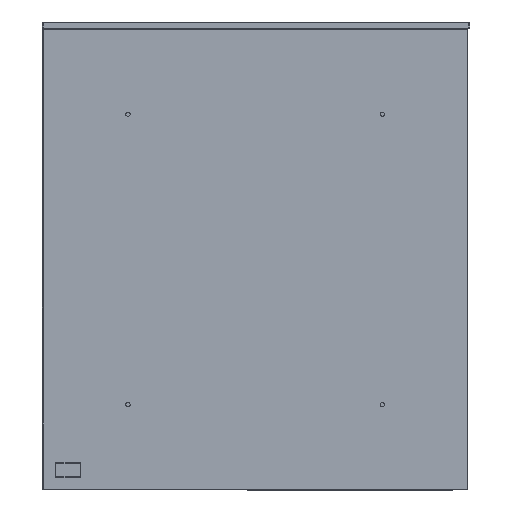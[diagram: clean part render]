
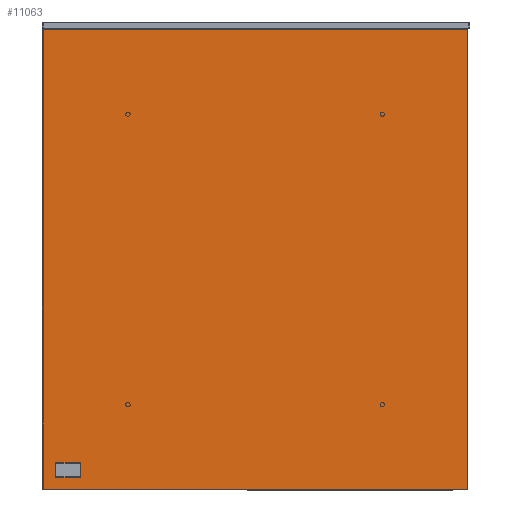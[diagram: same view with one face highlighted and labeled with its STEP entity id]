
A CAD part, left-side view. The second image highlights one B-rep face of the part: STEP entity #11063.
In plain terms, the highlighted planar face has unit normal (-1, 0, 0).
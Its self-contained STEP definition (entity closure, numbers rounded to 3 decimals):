
#10801=CARTESIAN_POINT('',(-1420.943,3185.176,1.131));
#10802=VERTEX_POINT('',#10801);
#10803=CARTESIAN_POINT('',(-1420.943,3185.176,538.869));
#10804=VERTEX_POINT('',#10803);
#10805=CARTESIAN_POINT('',(-1420.943,3185.176,1.131));
#10806=DIRECTION('',(0.0,0.0,1.0));
#10807=VECTOR('',#10806,537.737);
#10808=LINE('',#10805,#10807);
#10809=EDGE_CURVE('',#10802,#10804,#10808,.T.);
#10832=CARTESIAN_POINT('',(-1420.943,3184.845,539.2));
#10833=VERTEX_POINT('',#10832);
#10834=CARTESIAN_POINT('',(-1420.943,3185.176,538.869));
#10835=DIRECTION('',(0.0,-0.707,0.707));
#10836=VECTOR('',#10835,0.469);
#10837=LINE('',#10834,#10836);
#10838=EDGE_CURVE('',#10804,#10833,#10837,.T.);
#10856=CARTESIAN_POINT('',(-1420.943,2689.107,539.2));
#10857=VERTEX_POINT('',#10856);
#10858=CARTESIAN_POINT('',(-1420.943,3184.845,539.2));
#10859=DIRECTION('',(0.0,-1.0,0.0));
#10860=VECTOR('',#10859,495.737);
#10861=LINE('',#10858,#10860);
#10862=EDGE_CURVE('',#10833,#10857,#10861,.T.);
#10889=CARTESIAN_POINT('',(-1420.943,2688.776,538.869));
#10890=VERTEX_POINT('',#10889);
#10891=CARTESIAN_POINT('',(-1420.943,2689.107,539.2));
#10892=DIRECTION('',(0.0,-0.707,-0.707));
#10893=VECTOR('',#10892,0.469);
#10894=LINE('',#10891,#10893);
#10895=EDGE_CURVE('',#10857,#10890,#10894,.T.);
#10920=CARTESIAN_POINT('',(-1420.943,2688.776,1.131));
#10921=VERTEX_POINT('',#10920);
#10922=CARTESIAN_POINT('',(-1420.943,2688.776,538.869));
#10923=DIRECTION('',(0.0,0.0,-1.0));
#10924=VECTOR('',#10923,537.737);
#10925=LINE('',#10922,#10924);
#10926=EDGE_CURVE('',#10890,#10921,#10925,.T.);
#10951=CARTESIAN_POINT('',(-1420.943,2689.107,0.8));
#10952=VERTEX_POINT('',#10951);
#10953=CARTESIAN_POINT('',(-1420.943,2688.776,1.131));
#10954=DIRECTION('',(0.0,0.707,-0.707));
#10955=VECTOR('',#10954,0.469);
#10956=LINE('',#10953,#10955);
#10957=EDGE_CURVE('',#10921,#10952,#10956,.T.);
#10980=CARTESIAN_POINT('',(-1420.943,3184.845,0.8));
#10981=VERTEX_POINT('',#10980);
#10982=CARTESIAN_POINT('',(-1420.943,2689.107,0.8));
#10983=DIRECTION('',(0.0,1.0,0.0));
#10984=VECTOR('',#10983,495.737);
#10985=LINE('',#10982,#10984);
#10986=EDGE_CURVE('',#10952,#10981,#10985,.T.);
#11004=CARTESIAN_POINT('',(-1420.943,3184.845,0.8));
#11005=DIRECTION('',(0.0,0.707,0.707));
#11006=VECTOR('',#11005,0.469);
#11007=LINE('',#11004,#11006);
#11008=EDGE_CURVE('',#10981,#10802,#11007,.T.);
#11048=CARTESIAN_POINT('',(-1420.943,2936.976,0.799));
#11049=DIRECTION('',(-1.0,0.0,0.0));
#11050=DIRECTION('',(0.0,0.0,1.0));
#11051=AXIS2_PLACEMENT_3D('',#11048,#11049,#11050);
#11052=PLANE('',#11051);
#11053=ORIENTED_EDGE('',*,*,#10809,.F.);
#11054=ORIENTED_EDGE('',*,*,#11008,.F.);
#11055=ORIENTED_EDGE('',*,*,#10986,.F.);
#11056=ORIENTED_EDGE('',*,*,#10957,.F.);
#11057=ORIENTED_EDGE('',*,*,#10926,.F.);
#11058=ORIENTED_EDGE('',*,*,#10895,.F.);
#11059=ORIENTED_EDGE('',*,*,#10862,.F.);
#11060=ORIENTED_EDGE('',*,*,#10838,.F.);
#11061=EDGE_LOOP('',(#11053,#11054,#11055,#11056,#11057,#11058,#11059,#11060));
#11062=FACE_OUTER_BOUND('',#11061,.T.);
#11063=ADVANCED_FACE('',(#11062),#11052,.T.);
